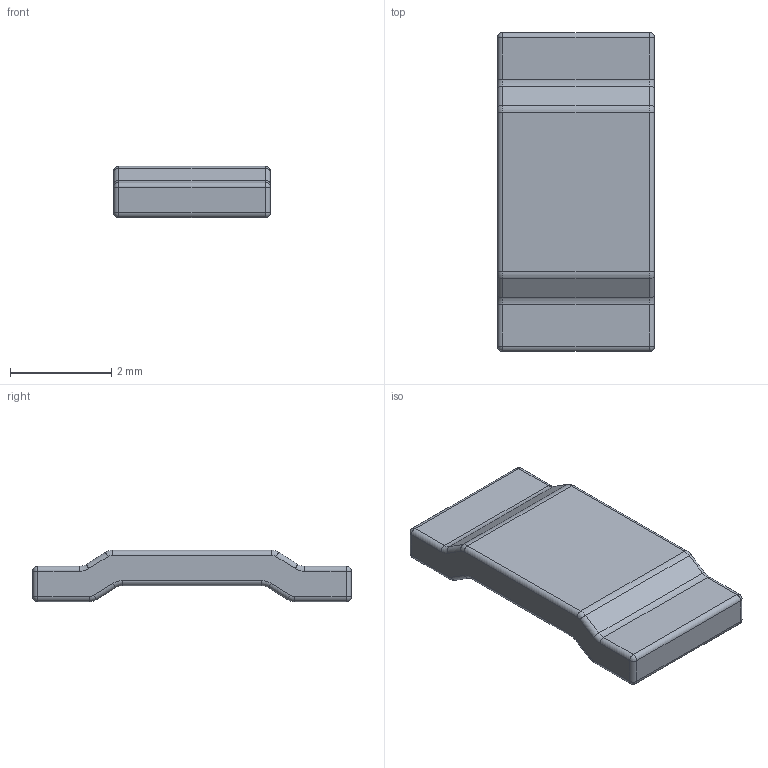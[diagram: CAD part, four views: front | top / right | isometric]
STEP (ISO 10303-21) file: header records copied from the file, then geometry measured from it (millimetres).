
FILE_DESCRIPTION(('CATIA V5 STEP Exchange','CAx-IF Rec.Pracs.--- Model Styling and Organization---1.4--- 2014-01-23','CAx-IF Rec.Pracs.---3D Tessellated Data Validation Properties---0.5---2014-09-14'),'2;1');
FILE_NAME('ASR2512.stp','2025-07-11T16:27:40+00:00',('none'),('none'),'CATIA Version 5-6 Release 2018 SP6 HF31','CATIA V5 STEP AP242','none');
FILE_SCHEMA(('AP242_MANAGED_MODEL_BASED_3D_ENGINEERING_MIM_LF {1 0 10303 442 1 1 4}'));
Length unit declared in the file: millimetre
Products named in the file (1): ASR2512
Bounding box: 3.1 x 6.3 x 1.01 mm (x, y, z)
Volume: 14 mm3; surface area: 51.7 mm2
Topology: 1 solids, 1 shells, 74 faces, 168 edges, 88 vertices
Faces by surface type: cylinder 36, torus 16, plane 14, sphere 8
Entity records: 1927 total; most frequent: CARTESIAN_POINT 322, ORIENTED_EDGE 320, DIRECTION 306, AXIS2_PLACEMENT_3D 162, EDGE_CURVE 160, CIRCLE 88, VERTEX_POINT 88, EDGE_LOOP 74
